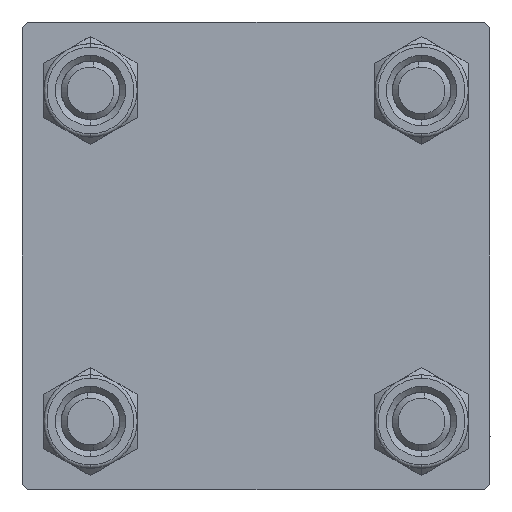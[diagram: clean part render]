
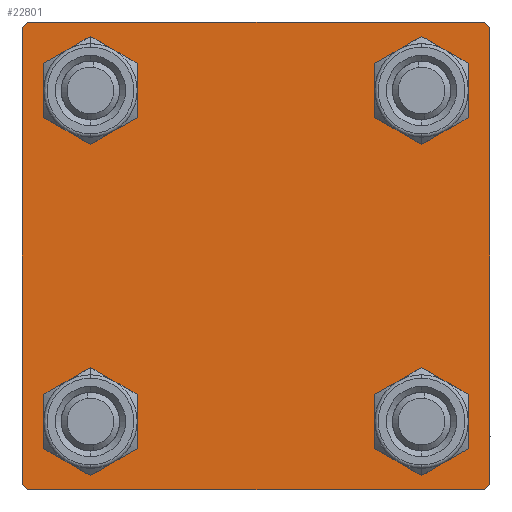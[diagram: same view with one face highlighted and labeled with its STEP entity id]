
A CAD part, left-side view. The second image highlights one B-rep face of the part: STEP entity #22801.
In plain terms, the highlighted planar face has unit normal (-1, 0, 0).
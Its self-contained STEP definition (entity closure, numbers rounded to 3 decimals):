
#648 = CARTESIAN_POINT ( 'NONE',  ( 0., 14.15, -17.15 ) ) ;
#742 = DIRECTION ( 'NONE',  ( 0., -1., 0. ) ) ;
#822 = DIRECTION ( 'NONE',  ( 0., 0., -1. ) ) ;
#1320 = ORIENTED_EDGE ( 'NONE', *, *, #30809, .T. ) ;
#2049 = CIRCLE ( 'NONE', #10170, 3. ) ;
#3034 = CARTESIAN_POINT ( 'NONE',  ( 0., -20., 19.5 ) ) ;
#3890 = ORIENTED_EDGE ( 'NONE', *, *, #13156, .T. ) ;
#4326 = FACE_BOUND ( 'NONE', #41925, .T. ) ;
#4479 = AXIS2_PLACEMENT_3D ( 'NONE', #50081, #7913, #4859 ) ;
#4639 = CARTESIAN_POINT ( 'NONE',  ( 0., 20., 20. ) ) ;
#4859 = DIRECTION ( 'NONE',  ( 0., 0., 1. ) ) ;
#4957 = DIRECTION ( 'NONE',  ( 0., -0.707, -0.707 ) ) ;
#5243 = VECTOR ( 'NONE', #12375, 1000. ) ;
#5731 = VERTEX_POINT ( 'NONE', #11184 ) ;
#6080 = DIRECTION ( 'NONE',  ( 0., 0., -1. ) ) ;
#6103 = EDGE_CURVE ( 'NONE', #19469, #6682, #24628, .T. ) ;
#6218 = ORIENTED_EDGE ( 'NONE', *, *, #42902, .T. ) ;
#6682 = VERTEX_POINT ( 'NONE', #13107 ) ;
#6691 = ORIENTED_EDGE ( 'NONE', *, *, #15582, .T. ) ;
#7374 = VECTOR ( 'NONE', #35155, 1000. ) ;
#7515 = CIRCLE ( 'NONE', #35093, 3. ) ;
#7522 = CARTESIAN_POINT ( 'NONE',  ( 0., -14.15, -14.15 ) ) ;
#7913 = DIRECTION ( 'NONE',  ( 1., 0., 0. ) ) ;
#8064 = CARTESIAN_POINT ( 'NONE',  ( 0., 20., -20. ) ) ;
#8123 = EDGE_CURVE ( 'NONE', #19202, #27812, #46758, .T. ) ;
#8179 = DIRECTION ( 'NONE',  ( 0., 0., 1. ) ) ;
#8825 = CARTESIAN_POINT ( 'NONE',  ( 0., -20., -19.5 ) ) ;
#9064 = DIRECTION ( 'NONE',  ( 0., 0., 1. ) ) ;
#10170 = AXIS2_PLACEMENT_3D ( 'NONE', #49159, #18419, #41308 ) ;
#10347 = LINE ( 'NONE', #13657, #25063 ) ;
#10688 = DIRECTION ( 'NONE',  ( 0., 0., 1. ) ) ;
#11184 = CARTESIAN_POINT ( 'NONE',  ( 0., -14.15, -17.15 ) ) ;
#11220 = VECTOR ( 'NONE', #36690, 1000. ) ;
#11692 = DIRECTION ( 'NONE',  ( 0., 0., 1. ) ) ;
#11732 = CARTESIAN_POINT ( 'NONE',  ( 0., -14.15, 17.15 ) ) ;
#12067 = VERTEX_POINT ( 'NONE', #13101 ) ;
#12375 = DIRECTION ( 'NONE',  ( 0., -1., 0. ) ) ;
#13101 = CARTESIAN_POINT ( 'NONE',  ( 0., 20., 19.5 ) ) ;
#13107 = CARTESIAN_POINT ( 'NONE',  ( 0., -19.5, 20. ) ) ;
#13156 = EDGE_CURVE ( 'NONE', #19697, #40129, #40984, .T. ) ;
#13367 = EDGE_CURVE ( 'NONE', #46251, #49710, #14473, .T. ) ;
#13389 = CIRCLE ( 'NONE', #4479, 3. ) ;
#13657 = CARTESIAN_POINT ( 'NONE',  ( 0., -19.75, 19.75 ) ) ;
#13748 = AXIS2_PLACEMENT_3D ( 'NONE', #31565, #17733, #36810 ) ;
#13948 = CARTESIAN_POINT ( 'NONE',  ( 0., -20., 20. ) ) ;
#14473 = CIRCLE ( 'NONE', #34822, 3. ) ;
#15582 = EDGE_CURVE ( 'NONE', #21937, #5731, #48530, .T. ) ;
#15638 = DIRECTION ( 'NONE',  ( 0., 0., 1. ) ) ;
#16023 = EDGE_CURVE ( 'NONE', #47183, #18250, #18608, .T. ) ;
#16073 = LINE ( 'NONE', #19639, #7374 ) ;
#17073 = EDGE_CURVE ( 'NONE', #48984, #6682, #10347, .T. ) ;
#17209 = CARTESIAN_POINT ( 'NONE',  ( 0., 19.5, -20. ) ) ;
#17398 = ORIENTED_EDGE ( 'NONE', *, *, #41396, .T. ) ;
#17733 = DIRECTION ( 'NONE',  ( 1., 0., 0. ) ) ;
#18250 = VERTEX_POINT ( 'NONE', #37177 ) ;
#18419 = DIRECTION ( 'NONE',  ( 1., 0., 0. ) ) ;
#18608 = CIRCLE ( 'NONE', #44591, 3. ) ;
#19046 = AXIS2_PLACEMENT_3D ( 'NONE', #33830, #26450, #10688 ) ;
#19202 = VERTEX_POINT ( 'NONE', #35723 ) ;
#19444 = DIRECTION ( 'NONE',  ( 0., 0., 1. ) ) ;
#19469 = VERTEX_POINT ( 'NONE', #26022 ) ;
#19570 = FACE_BOUND ( 'NONE', #47843, .T. ) ;
#19639 = CARTESIAN_POINT ( 'NONE',  ( 0., 19.75, 19.75 ) ) ;
#19697 = VERTEX_POINT ( 'NONE', #36155 ) ;
#19825 = ORIENTED_EDGE ( 'NONE', *, *, #40082, .T. ) ;
#19966 = DIRECTION ( 'NONE',  ( 1., 0., 0. ) ) ;
#20811 = AXIS2_PLACEMENT_3D ( 'NONE', #27085, #22754, #19444 ) ;
#21181 = CARTESIAN_POINT ( 'NONE',  ( 0., -19.75, -19.75 ) ) ;
#21937 = VERTEX_POINT ( 'NONE', #24124 ) ;
#22754 = DIRECTION ( 'NONE',  ( 1., 0., 0. ) ) ;
#22801 = ADVANCED_FACE ( 'NONE', ( #39384, #4326, #31014, #19570, #42441 ), #27206, .T. ) ;
#23275 = EDGE_CURVE ( 'NONE', #19469, #12067, #16073, .T. ) ;
#23433 = DIRECTION ( 'NONE',  ( 1., 0., 0. ) ) ;
#23609 = CARTESIAN_POINT ( 'NONE',  ( 0., 20., -19.5 ) ) ;
#23969 = ORIENTED_EDGE ( 'NONE', *, *, #38697, .T. ) ;
#24029 = ORIENTED_EDGE ( 'NONE', *, *, #26020, .F. ) ;
#24099 = VERTEX_POINT ( 'NONE', #17209 ) ;
#24124 = CARTESIAN_POINT ( 'NONE',  ( 0., -14.15, -11.15 ) ) ;
#24543 = VECTOR ( 'NONE', #6080, 1000. ) ;
#24578 = LINE ( 'NONE', #8064, #5243 ) ;
#24628 = LINE ( 'NONE', #46972, #33462 ) ;
#24786 = LINE ( 'NONE', #48384, #43202 ) ;
#25063 = VECTOR ( 'NONE', #41347, 1000. ) ;
#25517 = ORIENTED_EDGE ( 'NONE', *, *, #17073, .T. ) ;
#25530 = ORIENTED_EDGE ( 'NONE', *, *, #30970, .T. ) ;
#26020 = EDGE_CURVE ( 'NONE', #48984, #40129, #33536, .T. ) ;
#26022 = CARTESIAN_POINT ( 'NONE',  ( 0., 19.5, 20. ) ) ;
#26450 = DIRECTION ( 'NONE',  ( 1., 0., 0. ) ) ;
#27085 = CARTESIAN_POINT ( 'NONE',  ( 0., 14.15, 14.15 ) ) ;
#27122 = CARTESIAN_POINT ( 'NONE',  ( 0., -14.15, 11.15 ) ) ;
#27206 = PLANE ( 'NONE',  #31737 ) ;
#27271 = LINE ( 'NONE', #4639, #41648 ) ;
#27812 = VERTEX_POINT ( 'NONE', #42649 ) ;
#28385 = DIRECTION ( 'NONE',  ( 1., 0., 0. ) ) ;
#30809 = EDGE_CURVE ( 'NONE', #5731, #21937, #7515, .T. ) ;
#30970 = EDGE_CURVE ( 'NONE', #49056, #24099, #24786, .T. ) ;
#31014 = FACE_BOUND ( 'NONE', #33390, .T. ) ;
#31565 = CARTESIAN_POINT ( 'NONE',  ( 0., -14.15, -14.15 ) ) ;
#31737 = AXIS2_PLACEMENT_3D ( 'NONE', #34835, #35084, #11692 ) ;
#33390 = EDGE_LOOP ( 'NONE', ( #17398, #35639 ) ) ;
#33462 = VECTOR ( 'NONE', #742, 1000. ) ;
#33536 = LINE ( 'NONE', #13948, #24543 ) ;
#33830 = CARTESIAN_POINT ( 'NONE',  ( 0., 14.15, -14.15 ) ) ;
#34822 = AXIS2_PLACEMENT_3D ( 'NONE', #35633, #23433, #8179 ) ;
#34835 = CARTESIAN_POINT ( 'NONE',  ( 0., 0., 0. ) ) ;
#35084 = DIRECTION ( 'NONE',  ( -1., 0., 0. ) ) ;
#35093 = AXIS2_PLACEMENT_3D ( 'NONE', #7522, #19966, #15638 ) ;
#35155 = DIRECTION ( 'NONE',  ( 0., 0.707, -0.707 ) ) ;
#35235 = EDGE_CURVE ( 'NONE', #27812, #19202, #2049, .T. ) ;
#35633 = CARTESIAN_POINT ( 'NONE',  ( 0., -14.15, 14.15 ) ) ;
#35639 = ORIENTED_EDGE ( 'NONE', *, *, #16023, .T. ) ;
#35723 = CARTESIAN_POINT ( 'NONE',  ( 0., 14.15, 17.15 ) ) ;
#36085 = EDGE_LOOP ( 'NONE', ( #23969, #25530, #19825, #3890, #24029, #25517, #49671, #46371 ) ) ;
#36155 = CARTESIAN_POINT ( 'NONE',  ( 0., -19.5, -20. ) ) ;
#36509 = ORIENTED_EDGE ( 'NONE', *, *, #35235, .T. ) ;
#36690 = DIRECTION ( 'NONE',  ( 0., -0.707, 0.707 ) ) ;
#36810 = DIRECTION ( 'NONE',  ( 0., 0., 1. ) ) ;
#37177 = CARTESIAN_POINT ( 'NONE',  ( 0., 14.15, -11.15 ) ) ;
#38665 = EDGE_LOOP ( 'NONE', ( #49384, #6218 ) ) ;
#38697 = EDGE_CURVE ( 'NONE', #12067, #49056, #27271, .T. ) ;
#39041 = ORIENTED_EDGE ( 'NONE', *, *, #8123, .T. ) ;
#39384 = FACE_BOUND ( 'NONE', #38665, .T. ) ;
#40082 = EDGE_CURVE ( 'NONE', #24099, #19697, #24578, .T. ) ;
#40129 = VERTEX_POINT ( 'NONE', #8825 ) ;
#40557 = CARTESIAN_POINT ( 'NONE',  ( 0., 14.15, -14.15 ) ) ;
#40984 = LINE ( 'NONE', #21181, #11220 ) ;
#41308 = DIRECTION ( 'NONE',  ( 0., 0., 1. ) ) ;
#41347 = DIRECTION ( 'NONE',  ( 0., 0.707, 0.707 ) ) ;
#41396 = EDGE_CURVE ( 'NONE', #18250, #47183, #49864, .T. ) ;
#41648 = VECTOR ( 'NONE', #822, 1000. ) ;
#41925 = EDGE_LOOP ( 'NONE', ( #6691, #1320 ) ) ;
#42441 = FACE_OUTER_BOUND ( 'NONE', #36085, .T. ) ;
#42649 = CARTESIAN_POINT ( 'NONE',  ( 0., 14.15, 11.15 ) ) ;
#42902 = EDGE_CURVE ( 'NONE', #49710, #46251, #13389, .T. ) ;
#43202 = VECTOR ( 'NONE', #4957, 1000. ) ;
#44591 = AXIS2_PLACEMENT_3D ( 'NONE', #40557, #28385, #9064 ) ;
#46251 = VERTEX_POINT ( 'NONE', #11732 ) ;
#46371 = ORIENTED_EDGE ( 'NONE', *, *, #23275, .T. ) ;
#46758 = CIRCLE ( 'NONE', #20811, 3. ) ;
#46972 = CARTESIAN_POINT ( 'NONE',  ( 0., 20., 20. ) ) ;
#47183 = VERTEX_POINT ( 'NONE', #648 ) ;
#47843 = EDGE_LOOP ( 'NONE', ( #39041, #36509 ) ) ;
#48384 = CARTESIAN_POINT ( 'NONE',  ( 0., 19.75, -19.75 ) ) ;
#48530 = CIRCLE ( 'NONE', #13748, 3. ) ;
#48984 = VERTEX_POINT ( 'NONE', #3034 ) ;
#49056 = VERTEX_POINT ( 'NONE', #23609 ) ;
#49159 = CARTESIAN_POINT ( 'NONE',  ( 0., 14.15, 14.15 ) ) ;
#49384 = ORIENTED_EDGE ( 'NONE', *, *, #13367, .T. ) ;
#49671 = ORIENTED_EDGE ( 'NONE', *, *, #6103, .F. ) ;
#49710 = VERTEX_POINT ( 'NONE', #27122 ) ;
#49864 = CIRCLE ( 'NONE', #19046, 3. ) ;
#50081 = CARTESIAN_POINT ( 'NONE',  ( 0., -14.15, 14.15 ) ) ;
